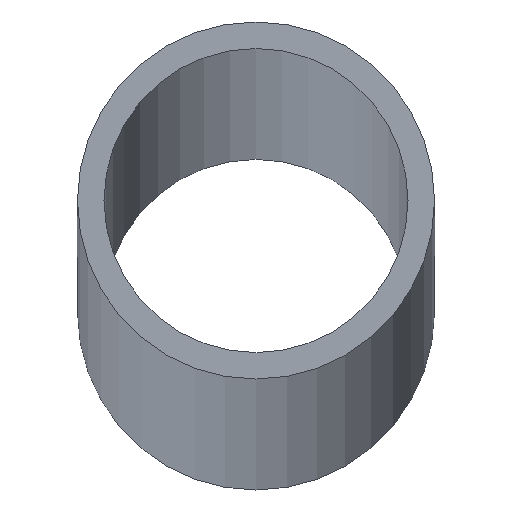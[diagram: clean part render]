
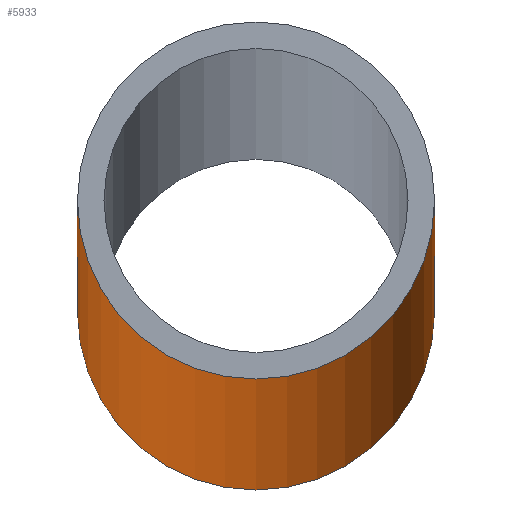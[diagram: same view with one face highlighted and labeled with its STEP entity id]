
A CAD part, top view. The second image highlights one B-rep face of the part: STEP entity #5933.
In plain terms, the highlighted cylindrical face has radius 16.85 mm (diameter 33.7 mm), a full revolution.
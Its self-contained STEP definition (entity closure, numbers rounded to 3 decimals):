
#786 = FACE_OUTER_BOUND ( 'NONE', #4943, .T. ) ;
#2171 = DIRECTION ( 'NONE',  ( 0., 0., 1. ) ) ;
#2239 = CIRCLE ( 'NONE', #7788, 16.85 ) ;
#2291 = CARTESIAN_POINT ( 'NONE',  ( 0., 0., 3000. ) ) ;
#2439 = ORIENTED_EDGE ( 'NONE', *, *, #9747, .F. ) ;
#2536 = CIRCLE ( 'NONE', #5229, 16.85 ) ;
#2643 = VERTEX_POINT ( 'NONE', #7558 ) ;
#2990 = CARTESIAN_POINT ( 'NONE',  ( 0., 0., -3000. ) ) ;
#3761 = EDGE_LOOP ( 'NONE', ( #2439 ) ) ;
#4360 = DIRECTION ( 'NONE',  ( 1., 0., 0. ) ) ;
#4943 = EDGE_LOOP ( 'NONE', ( #7421 ) ) ;
#5229 = AXIS2_PLACEMENT_3D ( 'NONE', #10460, #5869, #4360 ) ;
#5869 = DIRECTION ( 'NONE',  ( 0., 0., 1. ) ) ;
#5933 = ADVANCED_FACE ( 'NONE', ( #6665, #786 ), #10895, .T. ) ;
#6665 = FACE_OUTER_BOUND ( 'NONE', #3761, .T. ) ;
#6847 = DIRECTION ( 'NONE',  ( 0., 0., -1. ) ) ;
#7421 = ORIENTED_EDGE ( 'NONE', *, *, #9539, .T. ) ;
#7558 = CARTESIAN_POINT ( 'NONE',  ( 16.85, 0., -3000. ) ) ;
#7788 = AXIS2_PLACEMENT_3D ( 'NONE', #2990, #2171, #9667 ) ;
#8834 = DIRECTION ( 'NONE',  ( -1., 0., 0. ) ) ;
#9539 = EDGE_CURVE ( 'NONE', #2643, #2643, #2239, .T. ) ;
#9667 = DIRECTION ( 'NONE',  ( 1., 0., 0. ) ) ;
#9747 = EDGE_CURVE ( 'NONE', #11717, #11717, #2536, .T. ) ;
#10250 = CARTESIAN_POINT ( 'NONE',  ( 16.85, 0., 3000. ) ) ;
#10460 = CARTESIAN_POINT ( 'NONE',  ( 0., 0., 3000. ) ) ;
#10895 = CYLINDRICAL_SURFACE ( 'NONE', #11203, 16.85 ) ;
#11203 = AXIS2_PLACEMENT_3D ( 'NONE', #2291, #6847, #8834 ) ;
#11717 = VERTEX_POINT ( 'NONE', #10250 ) ;
